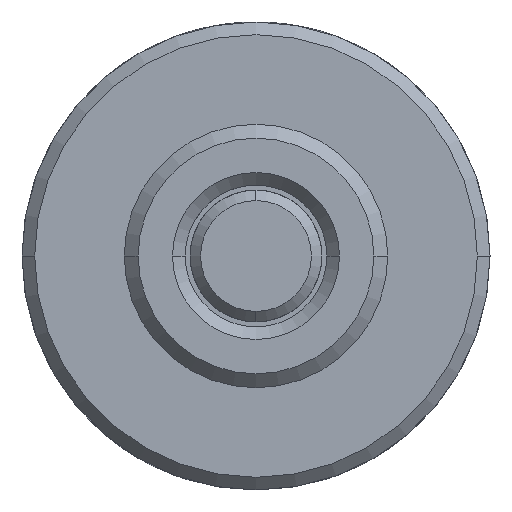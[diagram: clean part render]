
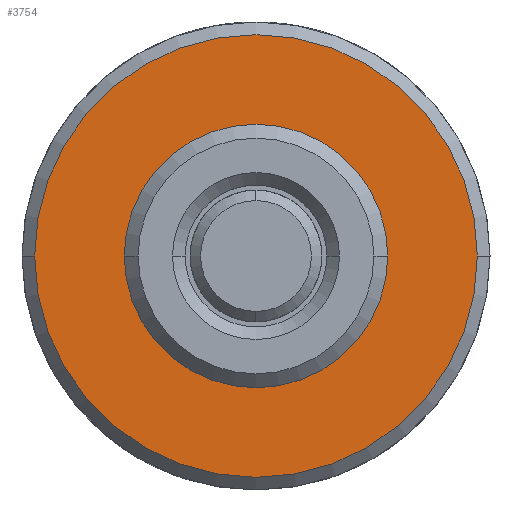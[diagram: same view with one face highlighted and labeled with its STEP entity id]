
A CAD part, left-side view. The second image highlights one B-rep face of the part: STEP entity #3754.
In plain terms, the highlighted planar face has unit normal (-1, 0, 0).
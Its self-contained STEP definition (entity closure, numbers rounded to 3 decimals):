
#6 = DIRECTION ( 'NONE',  ( 1., 0., 0. ) ) ;
#23 = CIRCLE ( 'NONE', #3132, 7.906 ) ;
#62 = CARTESIAN_POINT ( 'NONE',  ( 12.7, 0., 0. ) ) ;
#65 = AXIS2_PLACEMENT_3D ( 'NONE', #961, #2491, #1007 ) ;
#77 = DIRECTION ( 'NONE',  ( 1., 0., 0. ) ) ;
#97 = DIRECTION ( 'NONE',  ( 1., 0., 0. ) ) ;
#160 = EDGE_CURVE ( 'NONE', #3533, #628, #23, .T. ) ;
#202 = DIRECTION ( 'NONE',  ( 1., 0., 0. ) ) ;
#301 = AXIS2_PLACEMENT_3D ( 'NONE', #3874, #77, #367 ) ;
#367 = DIRECTION ( 'NONE',  ( 0., 0., -1. ) ) ;
#628 = VERTEX_POINT ( 'NONE', #2952 ) ;
#788 = CARTESIAN_POINT ( 'NONE',  ( 12.7, 0., -7.906 ) ) ;
#958 = DIRECTION ( 'NONE',  ( 0., 0., -1. ) ) ;
#961 = CARTESIAN_POINT ( 'NONE',  ( 12.7, 0., 0. ) ) ;
#1007 = DIRECTION ( 'NONE',  ( 0., 0., -1. ) ) ;
#1270 = ORIENTED_EDGE ( 'NONE', *, *, #160, .T. ) ;
#1396 = CARTESIAN_POINT ( 'NONE',  ( 12.7, 0., 0. ) ) ;
#1419 = VERTEX_POINT ( 'NONE', #2447 ) ;
#1440 = CIRCLE ( 'NONE', #65, 13.335 ) ;
#1635 = EDGE_CURVE ( 'NONE', #1419, #3610, #1440, .T. ) ;
#1719 = EDGE_LOOP ( 'NONE', ( #4055, #3320 ) ) ;
#1770 = PLANE ( 'NONE',  #1822 ) ;
#1783 = ORIENTED_EDGE ( 'NONE', *, *, #2331, .T. ) ;
#1822 = AXIS2_PLACEMENT_3D ( 'NONE', #1396, #202, #2651 ) ;
#2005 = FACE_OUTER_BOUND ( 'NONE', #1719, .T. ) ;
#2039 = CARTESIAN_POINT ( 'NONE',  ( 12.7, 0., 13.335 ) ) ;
#2070 = CIRCLE ( 'NONE', #301, 7.906 ) ;
#2220 = EDGE_CURVE ( 'NONE', #3610, #1419, #2661, .T. ) ;
#2331 = EDGE_CURVE ( 'NONE', #628, #3533, #2070, .T. ) ;
#2447 = CARTESIAN_POINT ( 'NONE',  ( 12.7, 0., -13.335 ) ) ;
#2491 = DIRECTION ( 'NONE',  ( 1., 0., 0. ) ) ;
#2651 = DIRECTION ( 'NONE',  ( 0., 0., -1. ) ) ;
#2661 = CIRCLE ( 'NONE', #3722, 13.335 ) ;
#2668 = FACE_BOUND ( 'NONE', #3872, .T. ) ;
#2942 = DIRECTION ( 'NONE',  ( 0., 0., -1. ) ) ;
#2952 = CARTESIAN_POINT ( 'NONE',  ( 12.7, 0., 7.906 ) ) ;
#3132 = AXIS2_PLACEMENT_3D ( 'NONE', #62, #97, #2942 ) ;
#3320 = ORIENTED_EDGE ( 'NONE', *, *, #1635, .F. ) ;
#3499 = CARTESIAN_POINT ( 'NONE',  ( 12.7, 0., 0. ) ) ;
#3533 = VERTEX_POINT ( 'NONE', #788 ) ;
#3610 = VERTEX_POINT ( 'NONE', #2039 ) ;
#3722 = AXIS2_PLACEMENT_3D ( 'NONE', #3499, #6, #958 ) ;
#3754 = ADVANCED_FACE ( 'NONE', ( #2005, #2668 ), #1770, .F. ) ;
#3872 = EDGE_LOOP ( 'NONE', ( #1270, #1783 ) ) ;
#3874 = CARTESIAN_POINT ( 'NONE',  ( 12.7, 0., 0. ) ) ;
#4055 = ORIENTED_EDGE ( 'NONE', *, *, #2220, .F. ) ;
